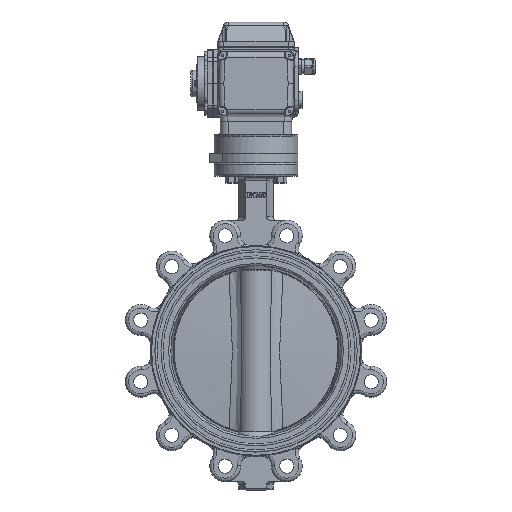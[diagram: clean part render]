
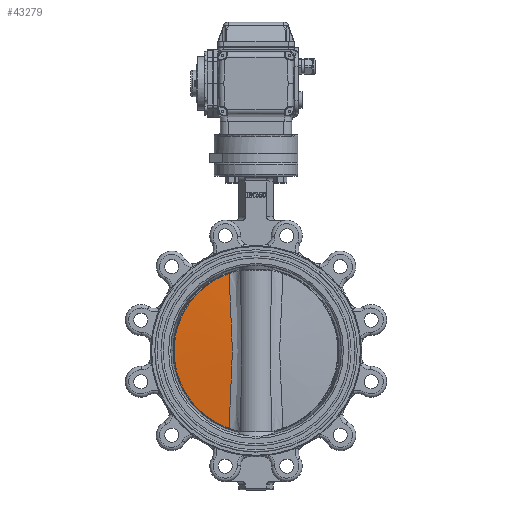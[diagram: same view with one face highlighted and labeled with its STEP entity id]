
A CAD part, top view. The second image highlights one B-rep face of the part: STEP entity #43279.
In plain terms, the highlighted conical face has half-angle 86.5 degrees and reference radius 123.225 mm.
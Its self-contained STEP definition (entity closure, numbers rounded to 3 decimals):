
#571=CONICAL_SURFACE('',#47237,123.225,1.51);
#7769=B_SPLINE_CURVE_WITH_KNOTS('',3,(#71181,#71182,#71183,#71184,#71185,
#71186,#71187,#71188,#71189,#71190,#71191),.UNSPECIFIED.,.F.,.F.,(4,1,1,
1,1,1,1,1,4),(0.001,0.03,0.059,
0.088,0.117,0.146,0.174,
0.203,0.232),.UNSPECIFIED.);
#11608=ORIENTED_EDGE('',*,*,#23449,.T.);
#11609=ORIENTED_EDGE('',*,*,#23450,.T.);
#23449=EDGE_CURVE('',#29530,#29531,#7769,.T.);
#23450=EDGE_CURVE('',#29531,#29530,#33542,.F.);
#29530=VERTEX_POINT('',#71192);
#29531=VERTEX_POINT('',#71193);
#33542=CIRCLE('',#47238,122.066);
#35989=EDGE_LOOP('',(#11608,#11609));
#39178=FACE_BOUND('',#35989,.T.);
#43279=ADVANCED_FACE('',(#39178),#571,.T.);
#47237=AXIS2_PLACEMENT_3D('',#71180,#53531,#53532);
#47238=AXIS2_PLACEMENT_3D('',#71194,#53533,#53534);
#53531=DIRECTION('',(0.,1.,0.));
#53532=DIRECTION('',(0.,0.,1.));
#53533=DIRECTION('',(0.,1.,0.));
#53534=DIRECTION('',(0.,0.,1.));
#71180=CARTESIAN_POINT('',(0.,-4.,0.));
#71181=CARTESIAN_POINT('',(-39.99,-4.071,-115.329));
#71182=CARTESIAN_POINT('',(-39.63,-4.633,-105.729));
#71183=CARTESIAN_POINT('',(-38.87,-5.747,-86.529));
#71184=CARTESIAN_POINT('',(-37.623,-7.348,-57.729));
#71185=CARTESIAN_POINT('',(-36.253,-8.799,-28.935));
#71186=CARTESIAN_POINT('',(-35.134,-9.647,-0.076));
#71187=CARTESIAN_POINT('',(-36.247,-8.804,28.826));
#71188=CARTESIAN_POINT('',(-37.62,-7.352,57.657));
#71189=CARTESIAN_POINT('',(-38.869,-5.749,86.494));
#71190=CARTESIAN_POINT('',(-39.629,-4.634,105.717));
#71191=CARTESIAN_POINT('',(-39.99,-4.071,115.329));
#71192=CARTESIAN_POINT('',(-39.99,-4.071,-115.329));
#71193=CARTESIAN_POINT('',(-39.99,-4.071,115.329));
#71194=CARTESIAN_POINT('',(0.,-4.071,0.));
